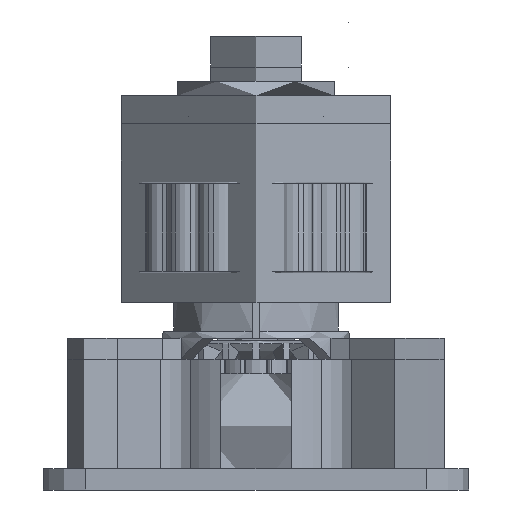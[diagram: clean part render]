
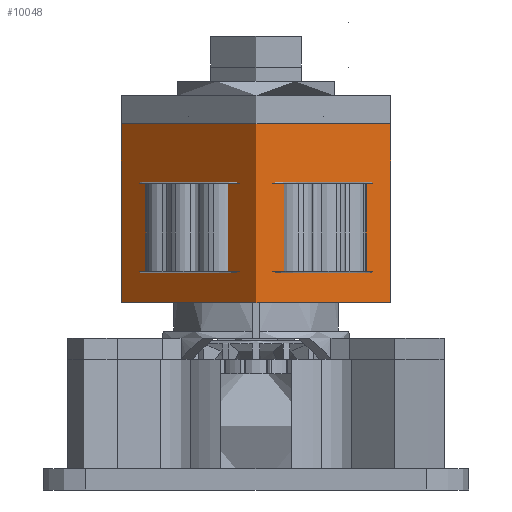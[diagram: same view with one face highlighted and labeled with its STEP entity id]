
A CAD part, front view. The second image highlights one B-rep face of the part: STEP entity #10048.
In plain terms, the highlighted cylindrical face has radius 9.5 mm (diameter 19 mm), a full revolution.
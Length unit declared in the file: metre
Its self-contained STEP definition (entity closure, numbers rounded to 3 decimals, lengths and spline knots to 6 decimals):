
#1627=CYLINDRICAL_SURFACE('',#10965,0.0095);
#2751=ORIENTED_EDGE('',*,*,#5466,.T.);
#2752=ORIENTED_EDGE('',*,*,#5467,.F.);
#5466=EDGE_CURVE('',#6858,#6858,#7807,.T.);
#5467=EDGE_CURVE('',#6859,#6859,#7808,.T.);
#6858=VERTEX_POINT('',#16902);
#6859=VERTEX_POINT('',#16904);
#7807=CIRCLE('',#10966,0.0095);
#7808=CIRCLE('',#10967,0.0095);
#8337=EDGE_LOOP('',(#2751));
#8338=EDGE_LOOP('',(#2752));
#9067=FACE_BOUND('',#8337,.T.);
#9068=FACE_BOUND('',#8338,.T.);
#10048=ADVANCED_FACE('',(#9067,#9068),#1627,.T.);
#10965=AXIS2_PLACEMENT_3D('',#16900,#12662,#12663);
#10966=AXIS2_PLACEMENT_3D('',#16901,#12664,#12665);
#10967=AXIS2_PLACEMENT_3D('',#16903,#12666,#12667);
#12662=DIRECTION('',(0.,0.,-1.));
#12663=DIRECTION('',(-1.,0.,0.));
#12664=DIRECTION('',(0.,0.,1.));
#12665=DIRECTION('',(1.,0.,0.));
#12666=DIRECTION('',(0.,0.,1.));
#12667=DIRECTION('',(1.,0.,0.));
#16900=CARTESIAN_POINT('',(0.,0.,0.0216));
#16901=CARTESIAN_POINT('',(0.,0.,0.0132));
#16902=CARTESIAN_POINT('',(0.0095,0.,0.0132));
#16903=CARTESIAN_POINT('',(0.,0.,0.0258));
#16904=CARTESIAN_POINT('',(0.0095,0.,0.0258));
